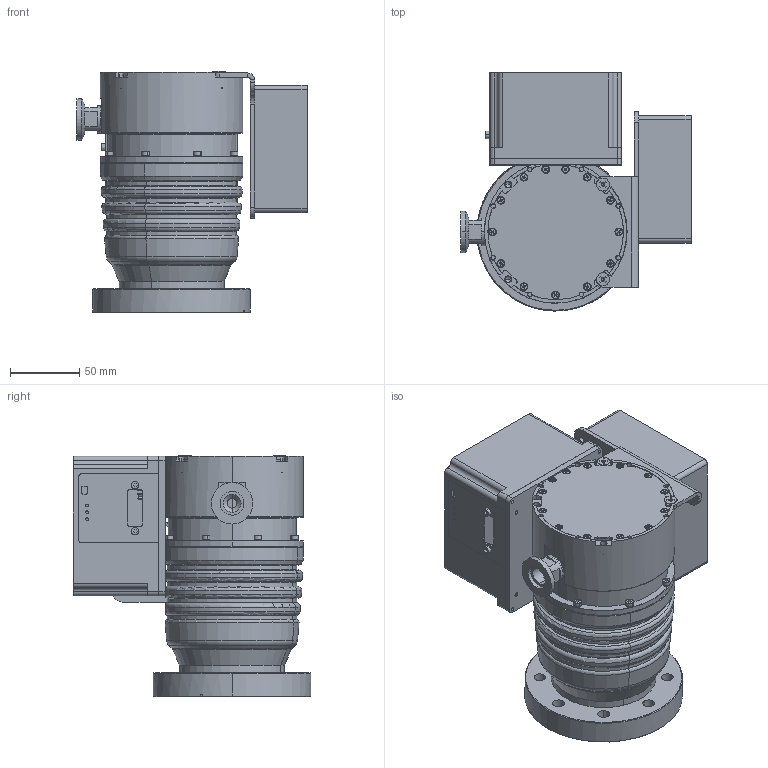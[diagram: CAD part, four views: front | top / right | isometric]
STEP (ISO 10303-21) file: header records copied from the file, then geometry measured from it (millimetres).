
FILE_DESCRIPTION (( 'STEP AP203' ), '1' );
FILE_NAME ('KTP-0090-CF63-湮瑞圮V02.STEP', '2025-11-27T07:33:35', ( '' ), ( '' ), 'SwSTEP 2.0', 'SolidWorks 2020', '' );
FILE_SCHEMA (( 'CONFIG_CONTROL_DESIGN' ));
Products named in the file (1): KTP-0090-CF63-湮瑞圮V02
Bounding box: 166.5 x 172 x 174.76 mm (x, y, z)
Volume: 1025048 mm3; surface area: 319142.1 mm2
Topology: 30 solids, 30 shells, 2778 faces, 7005 edges, 4281 vertices
Faces by surface type: plane 1103, cylinder 944, cone 334, bspline 227, torus 114, sphere 56
Entity records: 89241 total; most frequent: CARTESIAN_POINT 24326, ORIENTED_EDGE 13642, DIRECTION 13143, EDGE_CURVE 6821, AXIS2_PLACEMENT_3D 4867, VERTEX_POINT 4253, VECTOR 3409, LINE 3409
